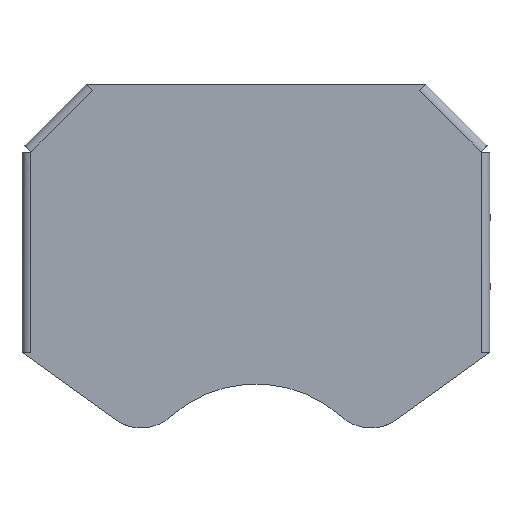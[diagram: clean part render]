
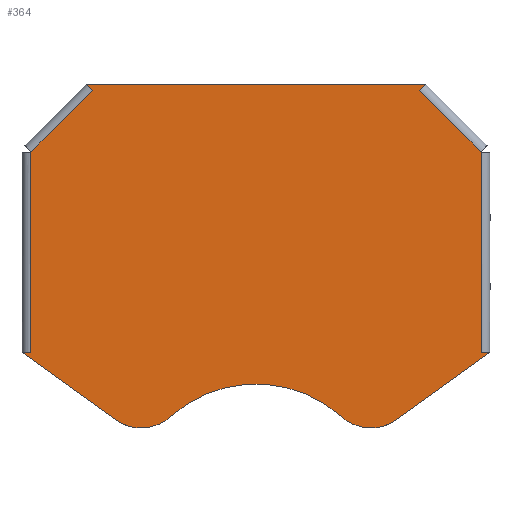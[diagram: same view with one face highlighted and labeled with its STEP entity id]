
A CAD part, top view. The second image highlights one B-rep face of the part: STEP entity #364.
In plain terms, the highlighted planar face has unit normal (0, 0, 1).
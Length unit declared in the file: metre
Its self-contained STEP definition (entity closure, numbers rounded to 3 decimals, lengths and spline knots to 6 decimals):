
#318 = EDGE_CURVE( '', #904, #905, #906, .T. );
#322 = EDGE_CURVE( '', #905, #912, #913, .T. );
#346 = EDGE_CURVE( '', #957, #894, #958, .T. );
#364 = ADVANCED_FACE( '', ( #991 ), #992, .T. );
#370 = EDGE_CURVE( '', #1000, #904, #1001, .T. );
#478 = EDGE_CURVE( '', #1168, #1169, #1170, .T. );
#480 = EDGE_CURVE( '', #880, #1172, #1173, .T. );
#490 = EDGE_CURVE( '', #912, #1188, #1189, .T. );
#524 = EDGE_CURVE( '', #1169, #994, #1236, .T. );
#642 = EDGE_CURVE( '', #894, #1386, #1387, .T. );
#702 = EDGE_CURVE( '', #1188, #1427, #1457, .T. );
#738 = EDGE_CURVE( '', #1427, #1168, #1500, .T. );
#744 = EDGE_CURVE( '', #994, #957, #1507, .T. );
#808 = EDGE_CURVE( '', #1172, #1000, #1576, .T. );
#840 = EDGE_CURVE( '', #1386, #880, #1615, .T. );
#880 = VERTEX_POINT( '', #1650 );
#894 = VERTEX_POINT( '', #1668 );
#904 = VERTEX_POINT( '', #1682 );
#905 = VERTEX_POINT( '', #1683 );
#906 = LINE( '', #1684, #1685 );
#912 = VERTEX_POINT( '', #1694 );
#913 = LINE( '', #1695, #1696 );
#957 = VERTEX_POINT( '', #1761 );
#958 = LINE( '', #1762, #1763 );
#991 = FACE_OUTER_BOUND( '', #1809, .T. );
#992 = PLANE( '', #1810 );
#994 = VERTEX_POINT( '', #1813 );
#1000 = VERTEX_POINT( '', #1822 );
#1001 = LINE( '', #1823, #1824 );
#1168 = VERTEX_POINT( '', #2059 );
#1169 = VERTEX_POINT( '', #2060 );
#1170 = LINE( '', #2061, #2062 );
#1172 = VERTEX_POINT( '', #2065 );
#1173 = CIRCLE( '', #2066, 0.002 );
#1188 = VERTEX_POINT( '', #2086 );
#1189 = LINE( '', #2087, #2088 );
#1236 = LINE( '', #2166, #2167 );
#1386 = VERTEX_POINT( '', #2455 );
#1387 = CIRCLE( '', #2456, 0.002 );
#1427 = VERTEX_POINT( '', #2515 );
#1457 = LINE( '', #2565, #2566 );
#1500 = LINE( '', #2656, #2657 );
#1507 = LINE( '', #2669, #2670 );
#1576 = LINE( '', #2815, #2816 );
#1615 = CIRCLE( '', #2873, 0.005756 );
#1650 = CARTESIAN_POINT( '', ( 0.003846, -0.007462, 0.004212 ) );
#1668 = CARTESIAN_POINT( '', ( -0.006351, -0.007596, 0.004212 ) );
#1682 = CARTESIAN_POINT( '', ( 0.01015, -0.004571, 0.004212 ) );
#1683 = CARTESIAN_POINT( '', ( 0.01015, 0.004464, 0.004212 ) );
#1684 = CARTESIAN_POINT( '', ( 0.01015, -0.004571, 0.004212 ) );
#1685 = VECTOR( '', #2933, 1. );
#1694 = CARTESIAN_POINT( '', ( 0.007367, 0.007246, 0.004212 ) );
#1695 = CARTESIAN_POINT( '', ( 0.01015, 0.004464, 0.004212 ) );
#1696 = VECTOR( '', #2935, 1. );
#1761 = CARTESIAN_POINT( '', ( -0.01055, -0.004571, 0.004212 ) );
#1762 = CARTESIAN_POINT( '', ( -0.01055, -0.004571, 0.004212 ) );
#1763 = VECTOR( '', #2955, 1. );
#1809 = EDGE_LOOP( '', ( #2975, #2976, #2977, #2978, #2979, #2980, #2981, #2982, #2983, #2984, #2985, #2986, #2987, #2988 ) );
#1810 = AXIS2_PLACEMENT_3D( '', #2989, #2990, #2991 );
#1813 = CARTESIAN_POINT( '', ( -0.01015, -0.004571, 0.004212 ) );
#1822 = CARTESIAN_POINT( '', ( 0.01055, -0.004571, 0.004212 ) );
#1823 = CARTESIAN_POINT( '', ( 0.005182, -0.004571, 0.004212 ) );
#1824 = VECTOR( '', #2996, 1. );
#2059 = CARTESIAN_POINT( '', ( -0.007367, 0.007246, 0.004212 ) );
#2060 = CARTESIAN_POINT( '', ( -0.01015, 0.004464, 0.004212 ) );
#2061 = CARTESIAN_POINT( '', ( -0.007367, 0.007246, 0.004212 ) );
#2062 = VECTOR( '', #3201, 1. );
#2065 = CARTESIAN_POINT( '', ( 0.006351, -0.007596, 0.004212 ) );
#2066 = AXIS2_PLACEMENT_3D( '', #3202, #3203, #3204 );
#2086 = CARTESIAN_POINT( '', ( 0.00765, 0.007529, 0.004212 ) );
#2087 = CARTESIAN_POINT( '', ( -0.000335, -0.000456, 0.004212 ) );
#2088 = VECTOR( '', #3239, 1. );
#2166 = CARTESIAN_POINT( '', ( -0.01015, 0.004464, 0.004212 ) );
#2167 = VECTOR( '', #3304, 1. );
#2455 = CARTESIAN_POINT( '', ( -0.003846, -0.007462, 0.004212 ) );
#2456 = AXIS2_PLACEMENT_3D( '', #3527, #3528, #3529 );
#2515 = CARTESIAN_POINT( '', ( -0.00765, 0.007529, 0.004212 ) );
#2565 = CARTESIAN_POINT( '', ( -0.00765, 0.007529, 0.004212 ) );
#2566 = VECTOR( '', #3626, 1. );
#2656 = CARTESIAN_POINT( '', ( 0.005517, -0.005638, 0.004212 ) );
#2657 = VECTOR( '', #3688, 1. );
#2669 = CARTESIAN_POINT( '', ( 0.005182, -0.004571, 0.004212 ) );
#2670 = VECTOR( '', #3691, 1. );
#2815 = CARTESIAN_POINT( '', ( 0.01055, -0.004571, 0.004212 ) );
#2816 = VECTOR( '', #3749, 1. );
#2873 = AXIS2_PLACEMENT_3D( '', #3819, #3820, #3821 );
#2933 = DIRECTION( '', ( 0., 1., 0. ) );
#2935 = DIRECTION( '', ( -0.707, 0.707, 0. ) );
#2955 = DIRECTION( '', ( 0.811, -0.585, 0. ) );
#2975 = ORIENTED_EDGE( '', *, *, #702, .T. );
#2976 = ORIENTED_EDGE( '', *, *, #738, .T. );
#2977 = ORIENTED_EDGE( '', *, *, #478, .T. );
#2978 = ORIENTED_EDGE( '', *, *, #524, .T. );
#2979 = ORIENTED_EDGE( '', *, *, #744, .T. );
#2980 = ORIENTED_EDGE( '', *, *, #346, .T. );
#2981 = ORIENTED_EDGE( '', *, *, #642, .T. );
#2982 = ORIENTED_EDGE( '', *, *, #840, .T. );
#2983 = ORIENTED_EDGE( '', *, *, #480, .T. );
#2984 = ORIENTED_EDGE( '', *, *, #808, .T. );
#2985 = ORIENTED_EDGE( '', *, *, #370, .T. );
#2986 = ORIENTED_EDGE( '', *, *, #318, .T. );
#2987 = ORIENTED_EDGE( '', *, *, #322, .T. );
#2988 = ORIENTED_EDGE( '', *, *, #490, .T. );
#2989 = CARTESIAN_POINT( '', ( 0.005182, -0.005974, 0.004212 ) );
#2990 = DIRECTION( '', ( 0., 0., 1. ) );
#2991 = DIRECTION( '', ( 1., 0., 0. ) );
#2996 = DIRECTION( '', ( -1., 0., 0. ) );
#3201 = DIRECTION( '', ( -0.707, -0.707, 0. ) );
#3202 = CARTESIAN_POINT( '', ( 0.005182, -0.005974, 0.004212 ) );
#3203 = DIRECTION( '', ( 0., 0., 1. ) );
#3204 = DIRECTION( '', ( 0., -1., 0. ) );
#3239 = DIRECTION( '', ( 0.707, 0.707, 0. ) );
#3304 = DIRECTION( '', ( 0., -1., 0. ) );
#3527 = CARTESIAN_POINT( '', ( -0.005182, -0.005974, 0.004212 ) );
#3528 = DIRECTION( '', ( 0., 0., 1. ) );
#3529 = DIRECTION( '', ( 0., 1., 0. ) );
#3626 = DIRECTION( '', ( -1., 0., 0. ) );
#3688 = DIRECTION( '', ( 0.707, -0.707, 0. ) );
#3691 = DIRECTION( '', ( -1., 0., 0. ) );
#3749 = DIRECTION( '', ( 0.811, 0.585, 0. ) );
#3819 = CARTESIAN_POINT( '', ( 0., -0.011744, 0.004212 ) );
#3820 = DIRECTION( '', ( 0., 0., -1. ) );
#3821 = DIRECTION( '', ( 0., -1., 0. ) );
